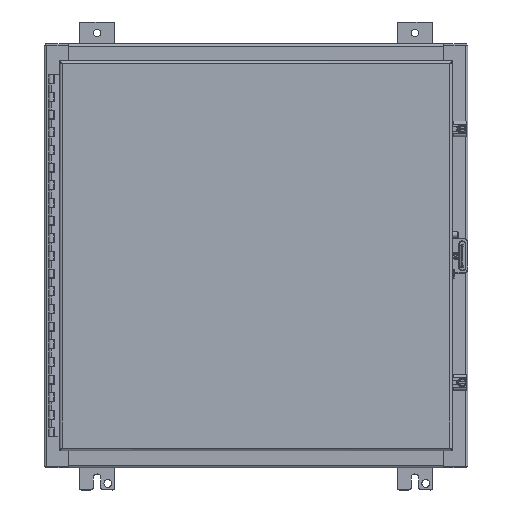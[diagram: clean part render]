
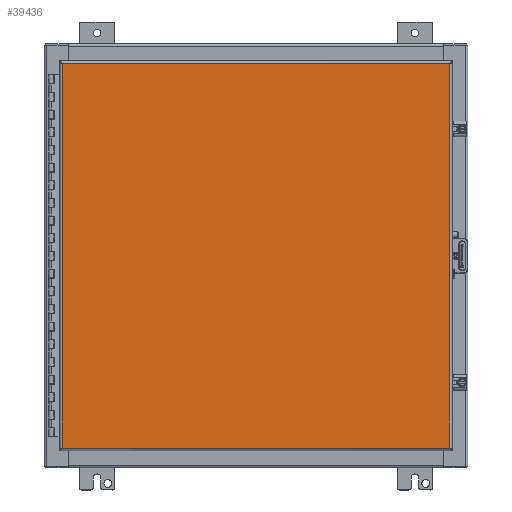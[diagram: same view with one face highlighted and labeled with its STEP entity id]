
A CAD part, top view. The second image highlights one B-rep face of the part: STEP entity #39436.
In plain terms, the highlighted planar face has unit normal (0, 0, -1).
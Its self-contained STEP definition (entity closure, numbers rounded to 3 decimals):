
#2545 = DIRECTION ( 'NONE',  ( -1., 0., 0. ) ) ;
#3411 = FACE_OUTER_BOUND ( 'NONE', #159361, .T. ) ;
#7611 = LINE ( 'NONE', #138662, #24021 ) ;
#9299 = CARTESIAN_POINT ( 'NONE',  ( 11.125, -10.886, 4.073 ) ) ;
#14403 = VECTOR ( 'NONE', #95074, 39.37 ) ;
#15676 = CARTESIAN_POINT ( 'NONE',  ( 11.125, -11.031, 4.073 ) ) ;
#24021 = VECTOR ( 'NONE', #125581, 39.37 ) ;
#24864 = ORIENTED_EDGE ( 'NONE', *, *, #135372, .T. ) ;
#32173 = ORIENTED_EDGE ( 'NONE', *, *, #120285, .T. ) ;
#39436 = ADVANCED_FACE ( 'NONE', ( #3411 ), #82036, .F. ) ;
#46093 = CARTESIAN_POINT ( 'NONE',  ( 10.98, 10.886, 4.073 ) ) ;
#56450 = VERTEX_POINT ( 'NONE', #103467 ) ;
#63234 = EDGE_CURVE ( 'NONE', #67637, #136020, #94209, .T. ) ;
#67637 = VERTEX_POINT ( 'NONE', #90433 ) ;
#80730 = DIRECTION ( 'NONE',  ( 0., -1., 0. ) ) ;
#81067 = CARTESIAN_POINT ( 'NONE',  ( 11.125, 10.886, 4.073 ) ) ;
#82036 = PLANE ( 'NONE',  #84844 ) ;
#82454 = CARTESIAN_POINT ( 'NONE',  ( 10.98, -11.031, 4.073 ) ) ;
#84844 = AXIS2_PLACEMENT_3D ( 'NONE', #15676, #122233, #2545 ) ;
#90433 = CARTESIAN_POINT ( 'NONE',  ( -10.98, 10.886, 4.073 ) ) ;
#90515 = CARTESIAN_POINT ( 'NONE',  ( -10.98, -10.886, 4.073 ) ) ;
#92047 = ORIENTED_EDGE ( 'NONE', *, *, #168857, .T. ) ;
#94209 = LINE ( 'NONE', #81067, #14403 ) ;
#95074 = DIRECTION ( 'NONE',  ( 1., 0., 0. ) ) ;
#103467 = CARTESIAN_POINT ( 'NONE',  ( 10.98, -10.886, 4.073 ) ) ;
#105430 = ORIENTED_EDGE ( 'NONE', *, *, #63234, .T. ) ;
#120285 = EDGE_CURVE ( 'NONE', #56450, #152504, #141219, .T. ) ;
#122233 = DIRECTION ( 'NONE',  ( 0., 0., 1. ) ) ;
#123363 = VECTOR ( 'NONE', #80730, 39.37 ) ;
#125581 = DIRECTION ( 'NONE',  ( 0., 1., 0. ) ) ;
#134382 = VECTOR ( 'NONE', #168272, 39.37 ) ;
#135372 = EDGE_CURVE ( 'NONE', #152504, #67637, #7611, .T. ) ;
#136020 = VERTEX_POINT ( 'NONE', #46093 ) ;
#138662 = CARTESIAN_POINT ( 'NONE',  ( -10.98, -11.031, 4.073 ) ) ;
#141219 = LINE ( 'NONE', #9299, #134382 ) ;
#148831 = LINE ( 'NONE', #82454, #123363 ) ;
#152504 = VERTEX_POINT ( 'NONE', #90515 ) ;
#159361 = EDGE_LOOP ( 'NONE', ( #24864, #105430, #92047, #32173 ) ) ;
#168272 = DIRECTION ( 'NONE',  ( -1., 0., 0. ) ) ;
#168857 = EDGE_CURVE ( 'NONE', #136020, #56450, #148831, .T. ) ;
